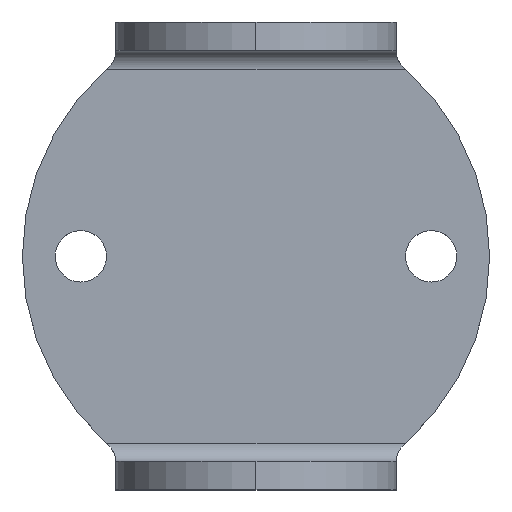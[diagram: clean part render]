
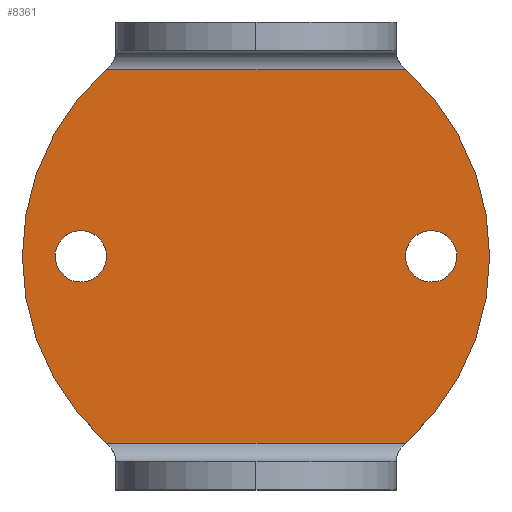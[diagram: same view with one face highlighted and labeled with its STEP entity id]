
A CAD part, top view. The second image highlights one B-rep face of the part: STEP entity #8361.
In plain terms, the highlighted planar face has unit normal (0, 0, 1).
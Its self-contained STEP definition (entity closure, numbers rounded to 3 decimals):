
#238 = FACE_BOUND ( 'NONE', #10144, .T. ) ;
#286 = DIRECTION ( 'NONE',  ( 1., 0., 0. ) ) ;
#413 = CARTESIAN_POINT ( 'NONE',  ( 43., 0., 6. ) ) ;
#426 = CIRCLE ( 'NONE', #7705, 5.5 ) ;
#498 = CARTESIAN_POINT ( 'NONE',  ( 31.977, 40., 6. ) ) ;
#640 = CIRCLE ( 'NONE', #1133, 53.4 ) ;
#688 = ORIENTED_EDGE ( 'NONE', *, *, #2426, .T. ) ;
#1133 = AXIS2_PLACEMENT_3D ( 'NONE', #5061, #13500, #14716 ) ;
#1557 = DIRECTION ( 'NONE',  ( -1., 0., 0. ) ) ;
#1677 = ORIENTED_EDGE ( 'NONE', *, *, #5619, .T. ) ;
#2045 = AXIS2_PLACEMENT_3D ( 'NONE', #7294, #4848, #7241 ) ;
#2098 = DIRECTION ( 'NONE',  ( 0., 0., 1. ) ) ;
#2208 = EDGE_CURVE ( 'NONE', #3185, #15625, #8177, .T. ) ;
#2426 = EDGE_CURVE ( 'NONE', #7720, #5050, #12902, .T. ) ;
#2677 = CIRCLE ( 'NONE', #5286, 53.4 ) ;
#2887 = FACE_OUTER_BOUND ( 'NONE', #8606, .T. ) ;
#2910 = CARTESIAN_POINT ( 'NONE',  ( -50., 0., 6. ) ) ;
#2999 = EDGE_CURVE ( 'NONE', #14827, #5124, #14215, .T. ) ;
#3111 = VERTEX_POINT ( 'NONE', #413 ) ;
#3185 = VERTEX_POINT ( 'NONE', #14975 ) ;
#3660 = CARTESIAN_POINT ( 'NONE',  ( 35., -40., 6. ) ) ;
#3674 = VERTEX_POINT ( 'NONE', #13985 ) ;
#3903 = CIRCLE ( 'NONE', #15467, 53.4 ) ;
#4051 = AXIS2_PLACEMENT_3D ( 'NONE', #11405, #11299, #4147 ) ;
#4098 = EDGE_CURVE ( 'NONE', #5124, #14827, #4749, .T. ) ;
#4147 = DIRECTION ( 'NONE',  ( 1., 0., 0. ) ) ;
#4335 = CARTESIAN_POINT ( 'NONE',  ( 31.977, -40., 6. ) ) ;
#4505 = CARTESIAN_POINT ( 'NONE',  ( -32., 0., 6. ) ) ;
#4626 = CARTESIAN_POINT ( 'NONE',  ( 35., 44., 6. ) ) ;
#4749 = CIRCLE ( 'NONE', #5791, 5.5 ) ;
#4848 = DIRECTION ( 'NONE',  ( 0., 0., 1. ) ) ;
#5050 = VERTEX_POINT ( 'NONE', #11505 ) ;
#5061 = CARTESIAN_POINT ( 'NONE',  ( 3.4, 0., 6. ) ) ;
#5124 = VERTEX_POINT ( 'NONE', #4505 ) ;
#5286 = AXIS2_PLACEMENT_3D ( 'NONE', #15503, #15198, #7977 ) ;
#5518 = DIRECTION ( 'NONE',  ( 1., 0., 0. ) ) ;
#5619 = EDGE_CURVE ( 'NONE', #5050, #6351, #3903, .T. ) ;
#5762 = DIRECTION ( 'NONE',  ( 0., 0., 1. ) ) ;
#5791 = AXIS2_PLACEMENT_3D ( 'NONE', #14079, #2098, #9171 ) ;
#6277 = EDGE_CURVE ( 'NONE', #6351, #3185, #640, .T. ) ;
#6351 = VERTEX_POINT ( 'NONE', #2910 ) ;
#6426 = DIRECTION ( 'NONE',  ( 0., 0., 1. ) ) ;
#6874 = VECTOR ( 'NONE', #1557, 1000. ) ;
#7241 = DIRECTION ( 'NONE',  ( 1., 0., 0. ) ) ;
#7294 = CARTESIAN_POINT ( 'NONE',  ( 37.5, 0., 6. ) ) ;
#7705 = AXIS2_PLACEMENT_3D ( 'NONE', #8032, #12744, #5518 ) ;
#7720 = VERTEX_POINT ( 'NONE', #498 ) ;
#7855 = EDGE_CURVE ( 'NONE', #3674, #3111, #426, .T. ) ;
#7977 = DIRECTION ( 'NONE',  ( -1., 0., 0. ) ) ;
#8032 = CARTESIAN_POINT ( 'NONE',  ( 37.5, 0., 6. ) ) ;
#8177 = LINE ( 'NONE', #3660, #9307 ) ;
#8183 = AXIS2_PLACEMENT_3D ( 'NONE', #4626, #5762, #10816 ) ;
#8361 = ADVANCED_FACE ( 'NONE', ( #238, #14961, #2887 ), #11870, .T. ) ;
#8606 = EDGE_LOOP ( 'NONE', ( #1677, #14458, #15099, #12988, #688 ) ) ;
#8637 = ORIENTED_EDGE ( 'NONE', *, *, #14019, .F. ) ;
#8843 = DIRECTION ( 'NONE',  ( 1., 0., 0. ) ) ;
#9171 = DIRECTION ( 'NONE',  ( 1., 0., 0. ) ) ;
#9307 = VECTOR ( 'NONE', #286, 1000. ) ;
#10144 = EDGE_LOOP ( 'NONE', ( #10865, #8637 ) ) ;
#10816 = DIRECTION ( 'NONE',  ( 1., 0., 0. ) ) ;
#10865 = ORIENTED_EDGE ( 'NONE', *, *, #7855, .F. ) ;
#11299 = DIRECTION ( 'NONE',  ( 0., 0., 1. ) ) ;
#11405 = CARTESIAN_POINT ( 'NONE',  ( -37.5, 0., 6. ) ) ;
#11505 = CARTESIAN_POINT ( 'NONE',  ( -31.977, 40., 6. ) ) ;
#11870 = PLANE ( 'NONE',  #8183 ) ;
#12008 = CARTESIAN_POINT ( 'NONE',  ( -43., 0., 6. ) ) ;
#12744 = DIRECTION ( 'NONE',  ( 0., 0., 1. ) ) ;
#12841 = ORIENTED_EDGE ( 'NONE', *, *, #4098, .F. ) ;
#12902 = LINE ( 'NONE', #14781, #6874 ) ;
#12988 = ORIENTED_EDGE ( 'NONE', *, *, #15623, .T. ) ;
#13500 = DIRECTION ( 'NONE',  ( 0., 0., 1. ) ) ;
#13639 = CARTESIAN_POINT ( 'NONE',  ( 3.4, 0., 6. ) ) ;
#13985 = CARTESIAN_POINT ( 'NONE',  ( 32., 0., 6. ) ) ;
#14019 = EDGE_CURVE ( 'NONE', #3111, #3674, #14191, .T. ) ;
#14079 = CARTESIAN_POINT ( 'NONE',  ( -37.5, 0., 6. ) ) ;
#14191 = CIRCLE ( 'NONE', #2045, 5.5 ) ;
#14215 = CIRCLE ( 'NONE', #4051, 5.5 ) ;
#14304 = ORIENTED_EDGE ( 'NONE', *, *, #2999, .F. ) ;
#14458 = ORIENTED_EDGE ( 'NONE', *, *, #6277, .T. ) ;
#14514 = EDGE_LOOP ( 'NONE', ( #14304, #12841 ) ) ;
#14716 = DIRECTION ( 'NONE',  ( 1., 0., 0. ) ) ;
#14781 = CARTESIAN_POINT ( 'NONE',  ( 35., 40., 6. ) ) ;
#14827 = VERTEX_POINT ( 'NONE', #12008 ) ;
#14961 = FACE_BOUND ( 'NONE', #14514, .T. ) ;
#14975 = CARTESIAN_POINT ( 'NONE',  ( -31.977, -40., 6. ) ) ;
#15099 = ORIENTED_EDGE ( 'NONE', *, *, #2208, .T. ) ;
#15198 = DIRECTION ( 'NONE',  ( 0., 0., 1. ) ) ;
#15467 = AXIS2_PLACEMENT_3D ( 'NONE', #13639, #6426, #8843 ) ;
#15503 = CARTESIAN_POINT ( 'NONE',  ( -3.4, 0., 6. ) ) ;
#15623 = EDGE_CURVE ( 'NONE', #15625, #7720, #2677, .T. ) ;
#15625 = VERTEX_POINT ( 'NONE', #4335 ) ;
